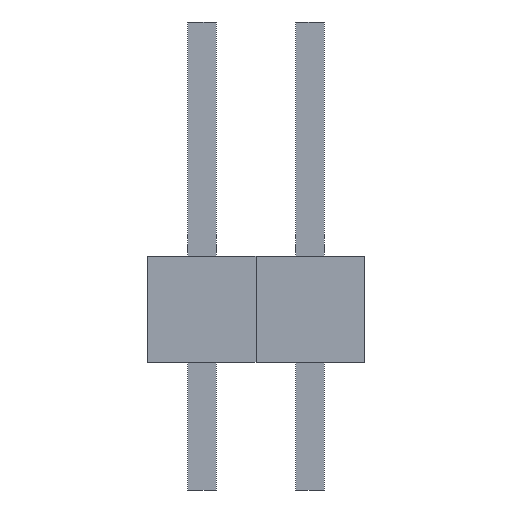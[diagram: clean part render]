
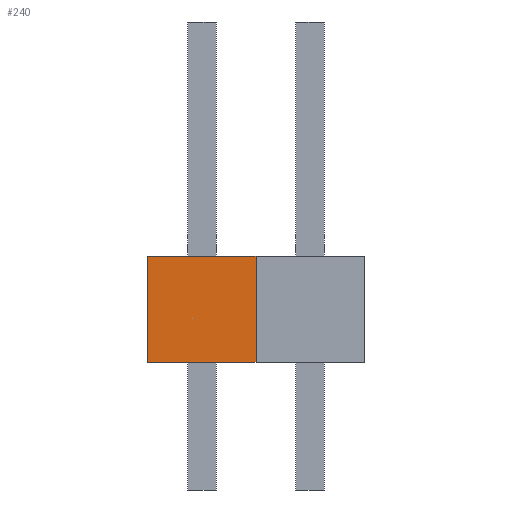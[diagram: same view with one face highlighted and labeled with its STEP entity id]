
A CAD part, front view. The second image highlights one B-rep face of the part: STEP entity #240.
In plain terms, the highlighted planar face has unit normal (0, -1, 0).
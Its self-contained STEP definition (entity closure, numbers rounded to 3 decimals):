
#13=DIRECTION('',(0.,0.,1.));
#14=DIRECTION('',(1.,0.,0.));
#191=EDGE_CURVE('',#192,#194,#196,.T.);
#192=VERTEX_POINT('',#193);
#193=CARTESIAN_POINT('',(-1.27,-1.271,0.));
#194=VERTEX_POINT('',#195);
#195=CARTESIAN_POINT('',(-1.27,-1.271,2.5));
#196=LINE('',#193,#197);
#197=VECTOR('',#13,1.);
#204=DIRECTION('',(0.,1.,0.));
#218=ORIENTED_EDGE('',*,*,#219,.F.);
#219=EDGE_CURVE('',#220,#222,#224,.T.);
#220=VERTEX_POINT('',#221);
#221=CARTESIAN_POINT('',(1.27,-1.271,0.));
#222=VERTEX_POINT('',#223);
#223=CARTESIAN_POINT('',(1.27,-1.271,2.5));
#224=LINE('',#221,#197);
#240=ADVANCED_FACE('',(#241),#251,.F.);
#241=FACE_BOUND('',#242,.F.);
#242=EDGE_LOOP('',(#243,#247,#248,#218));
#243=ORIENTED_EDGE('',*,*,#244,.F.);
#244=EDGE_CURVE('',#192,#220,#245,.T.);
#245=LINE('',#193,#246);
#246=VECTOR('',#14,1.);
#247=ORIENTED_EDGE('',*,*,#191,.T.);
#248=ORIENTED_EDGE('',*,*,#249,.T.);
#249=EDGE_CURVE('',#194,#222,#250,.T.);
#250=LINE('',#195,#246);
#251=PLANE('',#252);
#252=AXIS2_PLACEMENT_3D('',#193,#204,#13);
